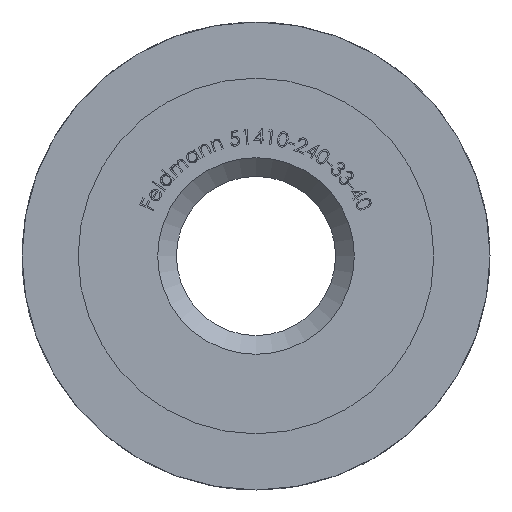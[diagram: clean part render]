
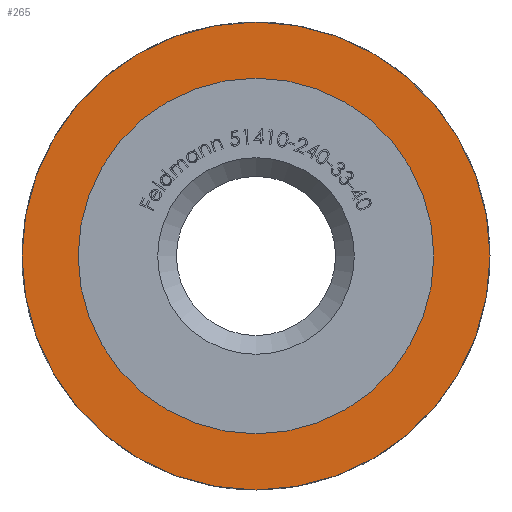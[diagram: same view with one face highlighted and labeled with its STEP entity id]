
A CAD part, front view. The second image highlights one B-rep face of the part: STEP entity #265.
In plain terms, the highlighted planar face has unit normal (0, -1, 0).
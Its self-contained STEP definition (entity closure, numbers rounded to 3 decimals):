
#72 = DIRECTION ( 'NONE',  ( 0., 1., 0. ) ) ;
#265 = ADVANCED_FACE ( 'NONE', ( #4038, #14651 ), #6194, .F. ) ;
#998 = DIRECTION ( 'NONE',  ( 0., 1., 0. ) ) ;
#2062 = DIRECTION ( 'NONE',  ( 0., 0., 1. ) ) ;
#2269 = ORIENTED_EDGE ( 'NONE', *, *, #8726, .T. ) ;
#2654 = EDGE_LOOP ( 'NONE', ( #2269 ) ) ;
#2940 = VERTEX_POINT ( 'NONE', #6556 ) ;
#3382 = CARTESIAN_POINT ( 'NONE',  ( 0., 0., 0. ) ) ;
#4038 = FACE_OUTER_BOUND ( 'NONE', #7269, .T. ) ;
#4605 = CARTESIAN_POINT ( 'NONE',  ( 0., 0., 0. ) ) ;
#5052 = DIRECTION ( 'NONE',  ( 0., 0., 1. ) ) ;
#6194 = PLANE ( 'NONE',  #7141 ) ;
#6556 = CARTESIAN_POINT ( 'NONE',  ( 0., 0., 12.5 ) ) ;
#7005 = DIRECTION ( 'NONE',  ( 0., 1., 0. ) ) ;
#7141 = AXIS2_PLACEMENT_3D ( 'NONE', #7351, #72, #5052 ) ;
#7269 = EDGE_LOOP ( 'NONE', ( #15775 ) ) ;
#7351 = CARTESIAN_POINT ( 'NONE',  ( 0., 0., 0. ) ) ;
#8119 = CIRCLE ( 'NONE', #13492, 9.5 ) ;
#8726 = EDGE_CURVE ( 'NONE', #15105, #15105, #8119, .T. ) ;
#10598 = DIRECTION ( 'NONE',  ( 0., 0., 1. ) ) ;
#12409 = AXIS2_PLACEMENT_3D ( 'NONE', #4605, #7005, #10598 ) ;
#12500 = EDGE_CURVE ( 'NONE', #2940, #2940, #15132, .T. ) ;
#13492 = AXIS2_PLACEMENT_3D ( 'NONE', #3382, #998, #2062 ) ;
#13773 = CARTESIAN_POINT ( 'NONE',  ( 0., 0., 9.5 ) ) ;
#14651 = FACE_BOUND ( 'NONE', #2654, .T. ) ;
#15105 = VERTEX_POINT ( 'NONE', #13773 ) ;
#15132 = CIRCLE ( 'NONE', #12409, 12.5 ) ;
#15775 = ORIENTED_EDGE ( 'NONE', *, *, #12500, .F. ) ;
